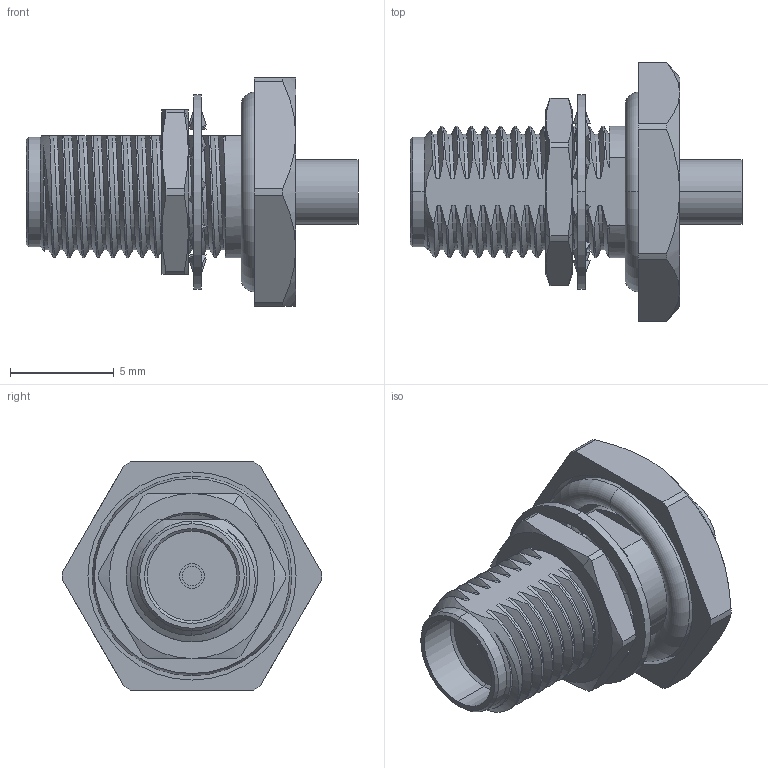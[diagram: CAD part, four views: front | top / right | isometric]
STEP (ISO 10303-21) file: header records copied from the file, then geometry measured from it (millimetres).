
FILE_DESCRIPTION (( 'STEP AP203' ), '1' );
FILE_NAME ('PE44696 ¦ FMCN1156.step', '2019-08-22T16:29:30', ( '' ), ( '' ), 'SwSTEP 2.0', 'SolidWorks 2018', '' );
FILE_SCHEMA (( 'CONFIG_CONTROL_DESIGN' ));
Length unit declared in the file: inch
Products named in the file (1): PE44696 ｦ FMCN1156
Bounding box: 16 x 12.51 x 11 mm (x, y, z)
Volume: 526.7 mm3; surface area: 989.2 mm2
Topology: 4 solids, 4 shells, 232 faces, 667 edges, 448 vertices
Faces by surface type: bspline 83, cylinder 70, plane 41, cone 34, torus 4
Entity records: 22546 total; most frequent: CARTESIAN_POINT 17336, ORIENTED_EDGE 1334, DIRECTION 756, EDGE_CURVE 667, VERTEX_POINT 448, AXIS2_PLACEMENT_3D 304, B_SPLINE_CURVE_WITH_KNOTS 255, EDGE_LOOP 243
